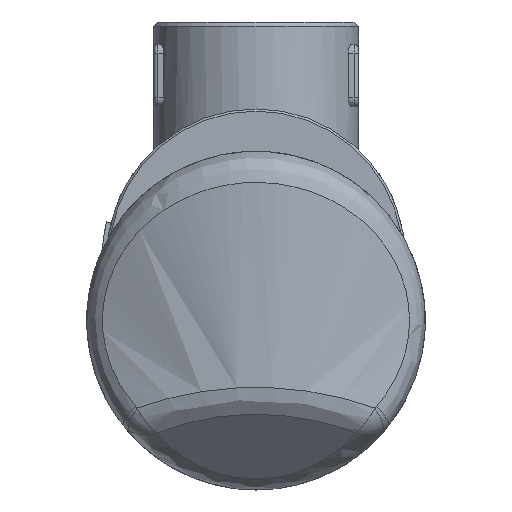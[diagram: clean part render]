
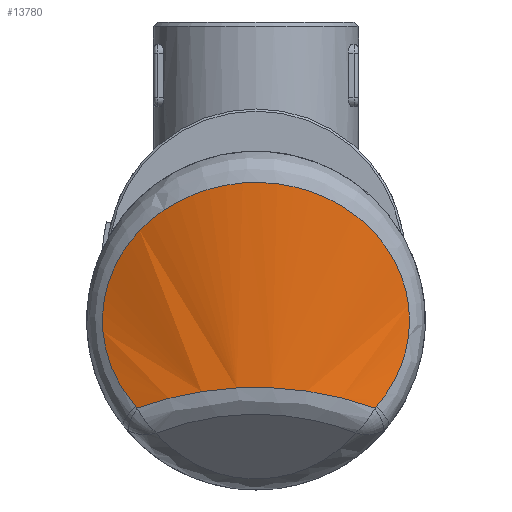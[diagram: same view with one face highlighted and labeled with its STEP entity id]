
A CAD part, left-side view. The second image highlights one B-rep face of the part: STEP entity #13780.
In plain terms, the highlighted free-form (B-spline) face has degree [1, 2] with [2, 9] control points.
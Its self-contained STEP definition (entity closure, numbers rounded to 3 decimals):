
#13665=CARTESIAN_POINT('',(-34.788,-38.,-19.599));
#13666=CARTESIAN_POINT('',(-34.788,-38.,31.03));
#13667=CARTESIAN_POINT('',(3.212,-96.788,-19.599));
#13668=CARTESIAN_POINT('',(3.212,-96.788,31.03));
#13669=CARTESIAN_POINT('',(62.,-58.788,-19.599));
#13670=CARTESIAN_POINT('',(62.,-58.788,31.03));
#13671=CARTESIAN_POINT('',(120.788,-20.788,-19.599));
#13672=CARTESIAN_POINT('',(120.788,-20.788,31.03));
#13673=CARTESIAN_POINT('',(82.788,38.,-19.599));
#13674=CARTESIAN_POINT('',(82.788,38.,31.03));
#13675=CARTESIAN_POINT('',(44.788,96.788,-19.599));
#13676=CARTESIAN_POINT('',(44.788,96.788,31.03));
#13677=CARTESIAN_POINT('',(-14.,58.788,-19.599));
#13678=CARTESIAN_POINT('',(-14.,58.788,31.03));
#13679=CARTESIAN_POINT('',(-72.788,20.788,-19.599));
#13680=CARTESIAN_POINT('',(-72.788,20.788,31.03));
#13681=CARTESIAN_POINT('',(-34.788,-38.,-19.599));
#13682=CARTESIAN_POINT('',(-34.788,-38.,31.03));
#13690=(BOUNDED_SURFACE()B_SPLINE_SURFACE(1,2,((#13665,#13667,#13669,#13671,#13673,#13675,#13677,#13679,#13681),(#13666,#13668,#13670,#13672,#13674,#13676,#13678,#13680,#13682)),.UNSPECIFIED.,.F.,.T.,.U.)B_SPLINE_SURFACE_WITH_KNOTS((2,2),(3,2,2,2,3),(-0.28,0.443),(0.0,109.956,219.911,329.867,439.823),.UNSPECIFIED.)GEOMETRIC_REPRESENTATION_ITEM()RATIONAL_B_SPLINE_SURFACE(((1.0,0.707,1.0,0.707,1.0,0.707,1.0,0.707,1.0),(1.0,0.707,1.0,0.707,1.0,0.707,1.0,0.707,1.0)))REPRESENTATION_ITEM('')SURFACE());
#13691=CARTESIAN_POINT('',(-40.594,-26.975,-19.277));
#13692=VERTEX_POINT('',#13691);
#13693=CARTESIAN_POINT('',(-40.741,-26.619,-19.599));
#13694=VERTEX_POINT('',#13693);
#13695=CARTESIAN_POINT('',(-40.594,-26.975,-19.277));
#13696=CARTESIAN_POINT('',(-40.638,-26.869,-19.397));
#13697=CARTESIAN_POINT('',(-40.687,-26.75,-19.506));
#13698=CARTESIAN_POINT('',(-40.741,-26.619,-19.599));
#13699=B_SPLINE_CURVE_WITH_KNOTS('',3,(#13695,#13696,#13697,#13698),.UNSPECIFIED.,.F.,.U.,(4,4),(0.,0.047),.UNSPECIFIED.);
#13700=EDGE_CURVE('',#13692,#13694,#13699,.T.);
#13701=ORIENTED_EDGE('',*,*,#13700,.F.);
#13702=CARTESIAN_POINT('',(-40.594,26.975,-19.277));
#13703=VERTEX_POINT('',#13702);
#13704=CARTESIAN_POINT('',(-40.594,26.975,-19.277));
#13705=CARTESIAN_POINT('',(-40.359,27.538,-18.639));
#13706=CARTESIAN_POINT('',(-39.893,28.611,-17.319));
#13707=CARTESIAN_POINT('',(-39.229,30.048,-15.222));
#13708=CARTESIAN_POINT('',(-38.617,31.299,-13.02));
#13709=CARTESIAN_POINT('',(-38.08,32.349,-10.742));
#13710=CARTESIAN_POINT('',(-37.627,33.201,-8.378));
#13711=CARTESIAN_POINT('',(-37.156,34.063,-5.114));
#13712=CARTESIAN_POINT('',(-36.94,34.443,-2.034));
#13713=CARTESIAN_POINT('',(-36.936,34.451,0.754));
#13714=CARTESIAN_POINT('',(-37.008,34.323,2.993));
#13715=CARTESIAN_POINT('',(-37.24,33.909,5.78));
#13716=CARTESIAN_POINT('',(-37.646,33.167,8.491));
#13717=CARTESIAN_POINT('',(-38.054,32.395,10.577));
#13718=CARTESIAN_POINT('',(-38.516,31.501,12.624));
#13719=CARTESIAN_POINT('',(-39.18,30.16,15.094));
#13720=CARTESIAN_POINT('',(-39.873,28.654,17.253));
#13721=CARTESIAN_POINT('',(-40.387,27.47,18.713));
#13722=CARTESIAN_POINT('',(-41.008,25.989,20.411));
#13723=CARTESIAN_POINT('',(-42.184,22.961,23.325));
#13724=CARTESIAN_POINT('',(-43.359,19.209,25.854));
#13725=CARTESIAN_POINT('',(-44.145,16.037,27.451));
#13726=CARTESIAN_POINT('',(-44.633,13.849,28.421));
#13727=CARTESIAN_POINT('',(-45.164,10.979,29.447));
#13728=CARTESIAN_POINT('',(-45.562,7.985,30.192));
#13729=CARTESIAN_POINT('',(-45.788,5.547,30.611));
#13730=CARTESIAN_POINT('',(-45.91,3.709,30.835));
#13731=CARTESIAN_POINT('',(-45.984,1.854,30.97));
#13732=CARTESIAN_POINT('',(-46.016,-0.622,31.03));
#13733=CARTESIAN_POINT('',(-45.934,-3.733,30.879));
#13734=CARTESIAN_POINT('',(-45.636,-7.436,30.332));
#13735=CARTESIAN_POINT('',(-45.237,-10.427,29.582));
#13736=CARTESIAN_POINT('',(-44.841,-12.725,28.822));
#13737=CARTESIAN_POINT('',(-44.397,-14.972,27.956));
#13738=CARTESIAN_POINT('',(-43.757,-17.679,26.673));
#13739=CARTESIAN_POINT('',(-43.034,-20.205,25.147));
#13740=CARTESIAN_POINT('',(-42.426,-22.097,23.799));
#13741=CARTESIAN_POINT('',(-41.961,-23.446,22.729));
#13742=CARTESIAN_POINT('',(-41.487,-24.739,21.591));
#13743=CARTESIAN_POINT('',(-40.851,-26.374,19.991));
#13744=CARTESIAN_POINT('',(-40.062,-28.245,17.844));
#13745=CARTESIAN_POINT('',(-39.171,-30.178,15.062));
#13746=CARTESIAN_POINT('',(-38.381,-31.771,12.124));
#13747=CARTESIAN_POINT('',(-37.719,-33.034,8.992));
#13748=CARTESIAN_POINT('',(-37.289,-33.821,6.093));
#13749=CARTESIAN_POINT('',(-37.048,-34.252,3.514));
#13750=CARTESIAN_POINT('',(-36.939,-34.444,1.293));
#13751=CARTESIAN_POINT('',(-36.927,-34.465,-1.891));
#13752=CARTESIAN_POINT('',(-37.161,-34.053,-5.159));
#13753=CARTESIAN_POINT('',(-37.629,-33.198,-8.388));
#13754=CARTESIAN_POINT('',(-38.234,-32.058,-11.55));
#13755=CARTESIAN_POINT('',(-39.017,-30.505,-14.556));
#13756=CARTESIAN_POINT('',(-39.895,-28.607,-17.323));
#13757=CARTESIAN_POINT('',(-40.359,-27.538,-18.639));
#13758=CARTESIAN_POINT('',(-40.594,-26.975,-19.277));
#13759=B_SPLINE_CURVE_WITH_KNOTS('',3,(#13704,#13705,#13706,#13707,#13708,#13709,#13710,#13711,#13712,#13713,#13714,#13715,#13716,#13717,#13718,#13719,#13720,#13721,#13722,#13723,#13724,#13725,#13726,#13727,#13728,#13729,#13730,#13731,#13732,#13733,#13734,#13735,#13736,#13737,#13738,#13739,#13740,#13741,#13742,#13743,#13744,#13745,#13746,#13747,#13748,#13749,#13750,#13751,#13752,#13753,#13754,#13755,#13756,#13757,#13758),.UNSPECIFIED.,.F.,.U.,(4,1,1,1,1,1,1,1,1,1,1,1,1,1,1,1,1,1,1,1,1,1,1,1,1,1,1,1,1,1,1,1,1,1,1,1,1,1,1,1,1,1,1,1,1,1,1,1,1,1,1,1,4),(12.67,12.921,13.172,13.423,13.674,13.925,14.175,14.677,14.844,15.012,15.346,15.681,15.848,16.015,16.349,16.684,16.795,16.907,17.353,18.022,18.189,18.356,18.691,19.025,19.192,19.36,19.527,19.694,20.029,20.363,20.697,20.865,21.032,21.366,21.701,21.868,22.035,22.203,22.37,22.704,23.039,23.373,23.708,24.042,24.265,24.488,24.711,25.213,25.464,25.714,26.216,26.467,26.718),.UNSPECIFIED.);
#13760=EDGE_CURVE('',#13703,#13692,#13759,.T.);
#13761=ORIENTED_EDGE('',*,*,#13760,.F.);
#13762=CARTESIAN_POINT('',(-40.741,26.619,-19.599));
#13763=VERTEX_POINT('',#13762);
#13764=CARTESIAN_POINT('',(-40.741,26.619,-19.599));
#13765=CARTESIAN_POINT('',(-40.687,26.75,-19.506));
#13766=CARTESIAN_POINT('',(-40.638,26.869,-19.397));
#13767=CARTESIAN_POINT('',(-40.594,26.975,-19.277));
#13768=B_SPLINE_CURVE_WITH_KNOTS('',3,(#13764,#13765,#13766,#13767),.UNSPECIFIED.,.F.,.U.,(4,4),(0.,0.047),.UNSPECIFIED.);
#13769=EDGE_CURVE('',#13763,#13703,#13768,.T.);
#13770=ORIENTED_EDGE('',*,*,#13769,.F.);
#13771=CARTESIAN_POINT('',(24.,0.,-76.479));
#13772=DIRECTION('',(-0.66,0.,-0.751));
#13773=DIRECTION('',(-0.751,0.,0.66));
#13774=AXIS2_PLACEMENT_3D('',#13771,#13772,#13773);
#13775=ELLIPSE('',#13774,93.179,70.);
#13776=EDGE_CURVE('',#13694,#13763,#13775,.T.);
#13777=ORIENTED_EDGE('',*,*,#13776,.F.);
#13778=EDGE_LOOP('',(#13701,#13761,#13770,#13777));
#13779=FACE_OUTER_BOUND('',#13778,.T.);
#13780=ADVANCED_FACE('',(#13779),#13690,.F.);
